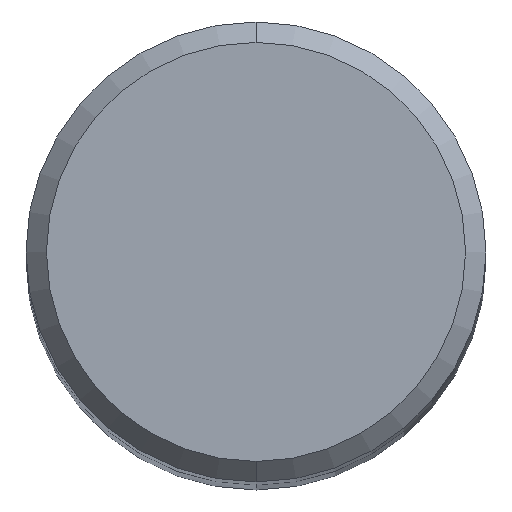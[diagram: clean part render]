
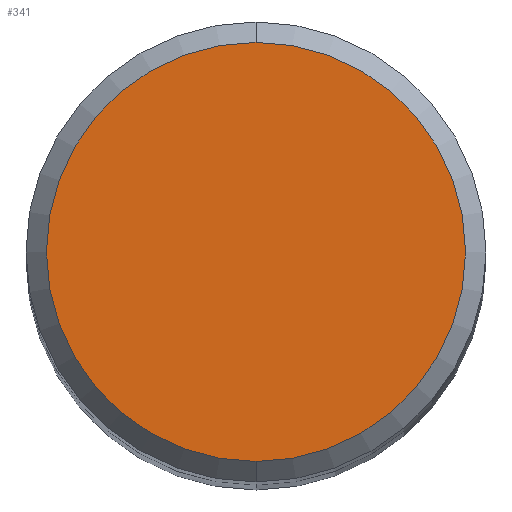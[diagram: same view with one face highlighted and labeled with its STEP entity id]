
A CAD part, top view. The second image highlights one B-rep face of the part: STEP entity #341.
In plain terms, the highlighted planar face has unit normal (0, 0, 1).
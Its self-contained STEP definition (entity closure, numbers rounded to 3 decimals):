
#191=EDGE_CURVE('',#375,#257,#453,.T.);
#257=VERTEX_POINT('',#526);
#265=EDGE_CURVE('',#257,#375,#534,.T.);
#341=ADVANCED_FACE('',(#617),#618,.T.);
#375=VERTEX_POINT('',#656);
#453=CIRCLE('',#750,8.2);
#526=CARTESIAN_POINT('',(0.0,8.2,67.0));
#534=CIRCLE('',#905,8.2);
#617=FACE_OUTER_BOUND('',#1127,.T.);
#618=PLANE('',#1128);
#656=CARTESIAN_POINT('',(0.,-8.2,67.0));
#750=AXIS2_PLACEMENT_3D('',#1313,#1314,#1315);
#905=AXIS2_PLACEMENT_3D('',#1404,#1405,#1406);
#1127=EDGE_LOOP('',(#1494,#1495));
#1128=AXIS2_PLACEMENT_3D('',#1496,#1497,#1498);
#1313=CARTESIAN_POINT('',(0.0,0.0,67.0));
#1314=DIRECTION('',(0.0,0.0,-1.0));
#1315=DIRECTION('',(0.0,1.0,0.0));
#1404=CARTESIAN_POINT('',(0.0,0.0,67.0));
#1405=DIRECTION('',(0.0,0.0,-1.0));
#1406=DIRECTION('',(0.0,1.0,0.0));
#1494=ORIENTED_EDGE('',*,*,#265,.F.);
#1495=ORIENTED_EDGE('',*,*,#191,.F.);
#1496=CARTESIAN_POINT('',(0.0,4.1,67.0));
#1497=DIRECTION('',(0.0,0.0,1.0));
#1498=DIRECTION('',(0.0,-1.0,0.0));
